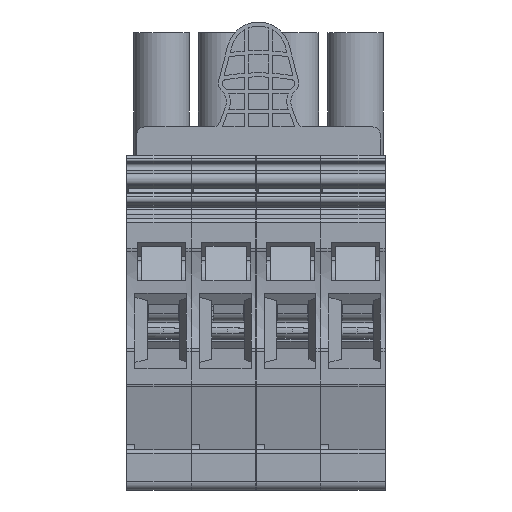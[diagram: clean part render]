
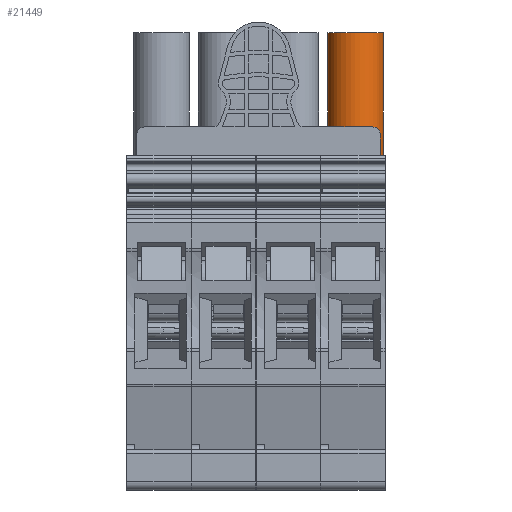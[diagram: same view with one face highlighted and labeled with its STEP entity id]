
A CAD part, left-side view. The second image highlights one B-rep face of the part: STEP entity #21449.
In plain terms, the highlighted cylindrical face has radius 3.45 mm (diameter 6.9 mm), a full revolution.
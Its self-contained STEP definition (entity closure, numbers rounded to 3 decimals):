
#457=CYLINDRICAL_SURFACE('',#26745,3.45);
#1098=CIRCLE('',#26746,3.45);
#1099=CIRCLE('',#26747,3.45);
#4989=ORIENTED_EDGE('',*,*,#9393,.T.);
#4990=ORIENTED_EDGE('',*,*,#9394,.F.);
#9393=EDGE_CURVE('',#11897,#11897,#1098,.T.);
#9394=EDGE_CURVE('',#11898,#11898,#1099,.T.);
#11897=VERTEX_POINT('',#37641);
#11898=VERTEX_POINT('',#37643);
#18066=EDGE_LOOP('',(#4989));
#18067=EDGE_LOOP('',(#4990));
#19415=FACE_BOUND('',#18066,.T.);
#19416=FACE_BOUND('',#18067,.T.);
#21449=ADVANCED_FACE('',(#19415,#19416),#457,.T.);
#26745=AXIS2_PLACEMENT_3D('',#37639,#31137,#31138);
#26746=AXIS2_PLACEMENT_3D('',#37640,#31139,#31140);
#26747=AXIS2_PLACEMENT_3D('',#37642,#31141,#31142);
#31137=DIRECTION('',(0.,0.,-1.));
#31138=DIRECTION('',(-1.,0.,0.));
#31139=DIRECTION('',(0.,0.,-1.));
#31140=DIRECTION('',(1.,0.,0.));
#31141=DIRECTION('',(0.,0.,-1.));
#31142=DIRECTION('',(1.,0.,0.));
#37639=CARTESIAN_POINT('',(0.,0.,17.25));
#37640=CARTESIAN_POINT('',(0.,0.,17.25));
#37641=CARTESIAN_POINT('',(3.45,0.,17.25));
#37642=CARTESIAN_POINT('',(0.,0.,0.));
#37643=CARTESIAN_POINT('',(3.45,0.,0.));
